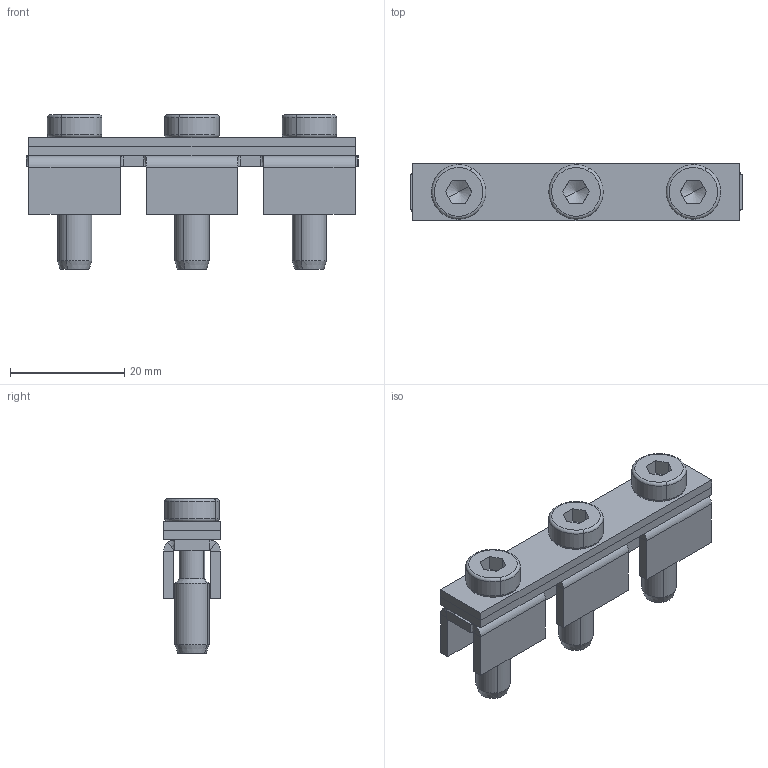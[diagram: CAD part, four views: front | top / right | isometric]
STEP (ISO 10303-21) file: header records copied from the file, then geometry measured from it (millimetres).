
FILE_DESCRIPTION(('CATIA V5R22 STEP214','CAx-IF Rec.Pracs.--- Model Styling and Organization---1.4--- 2014-01-23'),'2;1');
FILE_NAME ('034772-5_2_9512250000_9512250000.stp','2023-11-27T15:24:05+00:00',('none'),('Weidmueller'),'CATIA Version 5-6 Release 2016 SP3 HF44','CATIA V5 STEP AP214','none');
FILE_SCHEMA(('AUTOMOTIVE_DESIGN { 1 0 10303 214 1 1 1 1 }'));
Length unit declared in the file: millimetre
Products named in the file (1): 9512250000
Bounding box: 58 x 10 x 27 mm (x, y, z)
Volume: 5965.7 mm3; surface area: 7537.9 mm2
Topology: 6 solids, 6 shells, 212 faces, 516 edges, 310 vertices
Faces by surface type: plane 101, cylinder 54, cone 27, torus 18, bspline 12
Entity records: 6641 total; most frequent: CARTESIAN_POINT 2221, ORIENTED_EDGE 1020, DIRECTION 667, EDGE_CURVE 510, VERTEX_POINT 310, AXIS2_PLACEMENT_3D 283, VECTOR 259, LINE 259
